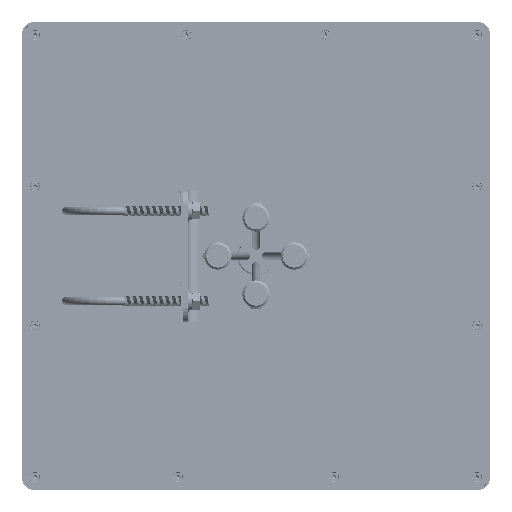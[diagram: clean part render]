
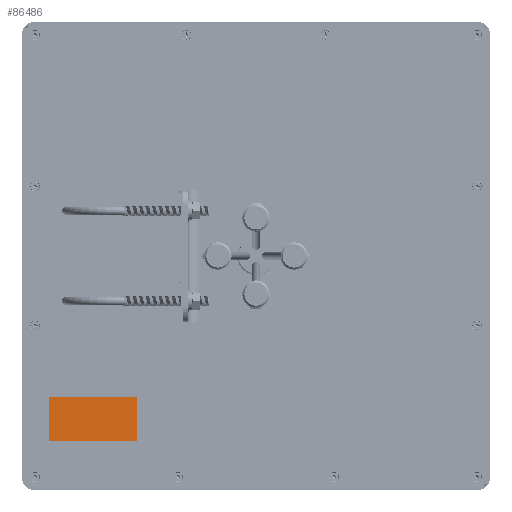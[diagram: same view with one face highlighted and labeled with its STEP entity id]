
A CAD part, front view. The second image highlights one B-rep face of the part: STEP entity #86486.
In plain terms, the highlighted face is planar.
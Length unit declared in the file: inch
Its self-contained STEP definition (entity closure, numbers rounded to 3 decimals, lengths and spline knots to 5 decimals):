
#169 = EDGE_LOOP ( 'NONE', ( #44939, #15836, #24779, #19952 ) ) ;
#707 = CARTESIAN_POINT ( 'NONE',  ( 4.69642, 4.19665, 0.01 ) ) ;
#787 = VERTEX_POINT ( 'NONE', #34208 ) ;
#1905 = CARTESIAN_POINT ( 'NONE',  ( 2.69642, 3.19665, 0.01 ) ) ;
#12069 = DIRECTION ( 'NONE',  ( 1., 0., 0. ) ) ;
#15836 = ORIENTED_EDGE ( 'NONE', *, *, #93177, .T. ) ;
#19952 = ORIENTED_EDGE ( 'NONE', *, *, #61968, .T. ) ;
#24779 = ORIENTED_EDGE ( 'NONE', *, *, #88140, .T. ) ;
#25447 = DIRECTION ( 'NONE',  ( 0., -1., 0. ) ) ;
#25768 = DIRECTION ( 'NONE',  ( 0., 0., 1. ) ) ;
#30890 = VECTOR ( 'NONE', #86317, 39.37008 ) ;
#32091 = CARTESIAN_POINT ( 'NONE',  ( 2.69642, 4.19665, 0.01 ) ) ;
#32589 = LINE ( 'NONE', #32091, #97148 ) ;
#34208 = CARTESIAN_POINT ( 'NONE',  ( 2.69642, 4.19665, 0.01 ) ) ;
#36256 = LINE ( 'NONE', #98578, #37201 ) ;
#37201 = VECTOR ( 'NONE', #67654, 39.37008 ) ;
#40751 = CARTESIAN_POINT ( 'NONE',  ( 2.69642, 3.19665, 0.01 ) ) ;
#41498 = PLANE ( 'NONE',  #92638 ) ;
#42003 = CARTESIAN_POINT ( 'NONE',  ( 0., 0., 0.01 ) ) ;
#44939 = ORIENTED_EDGE ( 'NONE', *, *, #64854, .T. ) ;
#49917 = VERTEX_POINT ( 'NONE', #40751 ) ;
#55524 = VECTOR ( 'NONE', #92667, 39.37008 ) ;
#58440 = CARTESIAN_POINT ( 'NONE',  ( 4.69642, 4.19665, 0.01 ) ) ;
#61719 = LINE ( 'NONE', #1905, #55524 ) ;
#61968 = EDGE_CURVE ( 'NONE', #76318, #787, #36256, .T. ) ;
#64854 = EDGE_CURVE ( 'NONE', #787, #49917, #32589, .T. ) ;
#67654 = DIRECTION ( 'NONE',  ( -1., 0., 0. ) ) ;
#70141 = LINE ( 'NONE', #707, #30890 ) ;
#72166 = CARTESIAN_POINT ( 'NONE',  ( 4.69642, 3.19665, 0.01 ) ) ;
#76318 = VERTEX_POINT ( 'NONE', #58440 ) ;
#79915 = VERTEX_POINT ( 'NONE', #72166 ) ;
#80984 = FACE_OUTER_BOUND ( 'NONE', #169, .T. ) ;
#86317 = DIRECTION ( 'NONE',  ( 0., 1., 0. ) ) ;
#86486 = ADVANCED_FACE ( 'NONE', ( #80984 ), #41498, .T. ) ;
#88140 = EDGE_CURVE ( 'NONE', #79915, #76318, #70141, .T. ) ;
#92638 = AXIS2_PLACEMENT_3D ( 'NONE', #42003, #25768, #12069 ) ;
#92667 = DIRECTION ( 'NONE',  ( 1., 0., 0. ) ) ;
#93177 = EDGE_CURVE ( 'NONE', #49917, #79915, #61719, .T. ) ;
#97148 = VECTOR ( 'NONE', #25447, 39.37008 ) ;
#98578 = CARTESIAN_POINT ( 'NONE',  ( 2.69642, 4.19665, 0.01 ) ) ;
